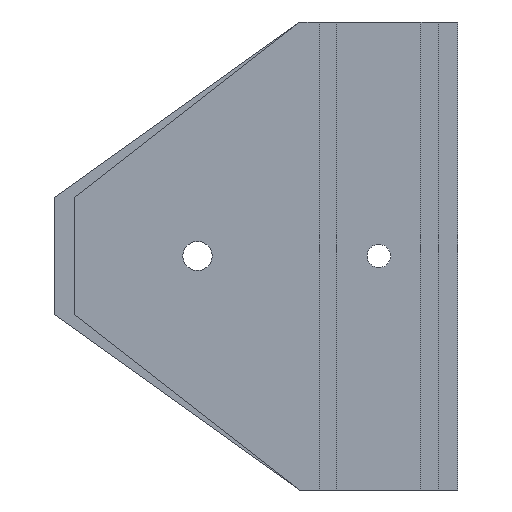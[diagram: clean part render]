
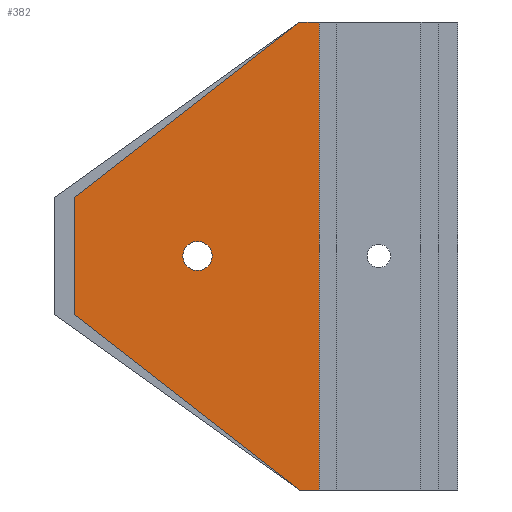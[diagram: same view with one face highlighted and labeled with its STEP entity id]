
A CAD part, left-side view. The second image highlights one B-rep face of the part: STEP entity #382.
In plain terms, the highlighted planar face has unit normal (-1, 0, 0).
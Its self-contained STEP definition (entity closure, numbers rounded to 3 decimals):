
#33 = VERTEX_POINT('',#34);
#34 = CARTESIAN_POINT('',(0.,65.5,30.));
#43 = PLANE('',#44);
#44 = AXIS2_PLACEMENT_3D('',#45,#46,#47);
#45 = CARTESIAN_POINT('',(0.,65.5,0.));
#46 = DIRECTION('',(0.,1.,0.));
#47 = DIRECTION('',(0.,0.,1.));
#55 = PLANE('',#56);
#56 = AXIS2_PLACEMENT_3D('',#57,#58,#59);
#57 = CARTESIAN_POINT('',(0.,27.,0.));
#58 = DIRECTION('',(0.,-0.615,0.789));
#59 = DIRECTION('',(0.,0.789,0.615));
#67 = EDGE_CURVE('',#33,#68,#70,.T.);
#68 = VERTEX_POINT('',#69);
#69 = CARTESIAN_POINT('',(0.,65.5,50.));
#70 = SURFACE_CURVE('',#71,(#75,#82),.PCURVE_S1.);
#71 = LINE('',#72,#73);
#72 = CARTESIAN_POINT('',(0.,65.5,30.));
#73 = VECTOR('',#74,1.);
#74 = DIRECTION('',(0.,0.,1.));
#75 = PCURVE('',#43,#76);
#76 = DEFINITIONAL_REPRESENTATION('',(#77),#81);
#77 = LINE('',#78,#79);
#78 = CARTESIAN_POINT('',(30.,0.));
#79 = VECTOR('',#80,1.);
#80 = DIRECTION('',(1.,0.));
#81 = ( GEOMETRIC_REPRESENTATION_CONTEXT(2) 
PARAMETRIC_REPRESENTATION_CONTEXT() REPRESENTATION_CONTEXT('2D SPACE',''
  ) );
#82 = PCURVE('',#83,#88);
#83 = PLANE('',#84);
#84 = AXIS2_PLACEMENT_3D('',#85,#86,#87);
#85 = CARTESIAN_POINT('',(0.,27.,0.));
#86 = DIRECTION('',(-1.,0.,0.));
#87 = DIRECTION('',(0.,0.,-1.));
#88 = DEFINITIONAL_REPRESENTATION('',(#89),#93);
#89 = LINE('',#90,#91);
#90 = CARTESIAN_POINT('',(-30.,-38.5));
#91 = VECTOR('',#92,1.);
#92 = DIRECTION('',(-1.,-0.));
#93 = ( GEOMETRIC_REPRESENTATION_CONTEXT(2) 
PARAMETRIC_REPRESENTATION_CONTEXT() REPRESENTATION_CONTEXT('2D SPACE',''
  ) );
#111 = PLANE('',#112);
#112 = AXIS2_PLACEMENT_3D('',#113,#114,#115);
#113 = CARTESIAN_POINT('',(0.,27.,80.));
#114 = DIRECTION('',(0.,0.615,0.789));
#115 = DIRECTION('',(0.,0.789,-0.615));
#151 = EDGE_CURVE('',#152,#33,#154,.T.);
#152 = VERTEX_POINT('',#153);
#153 = CARTESIAN_POINT('',(0.,27.,0.));
#154 = SURFACE_CURVE('',#155,(#159,#166),.PCURVE_S1.);
#155 = LINE('',#156,#157);
#156 = CARTESIAN_POINT('',(0.,27.,0.));
#157 = VECTOR('',#158,1.);
#158 = DIRECTION('',(0.,0.789,0.615));
#159 = PCURVE('',#55,#160);
#160 = DEFINITIONAL_REPRESENTATION('',(#161),#165);
#161 = LINE('',#162,#163);
#162 = CARTESIAN_POINT('',(0.,0.));
#163 = VECTOR('',#164,1.);
#164 = DIRECTION('',(1.,0.));
#165 = ( GEOMETRIC_REPRESENTATION_CONTEXT(2) 
PARAMETRIC_REPRESENTATION_CONTEXT() REPRESENTATION_CONTEXT('2D SPACE',''
  ) );
#166 = PCURVE('',#83,#167);
#167 = DEFINITIONAL_REPRESENTATION('',(#168),#172);
#168 = LINE('',#169,#170);
#169 = CARTESIAN_POINT('',(0.,-0.));
#170 = VECTOR('',#171,1.);
#171 = DIRECTION('',(-0.615,-0.789));
#172 = ( GEOMETRIC_REPRESENTATION_CONTEXT(2) 
PARAMETRIC_REPRESENTATION_CONTEXT() REPRESENTATION_CONTEXT('2D SPACE',''
  ) );
#190 = PLANE('',#191);
#191 = AXIS2_PLACEMENT_3D('',#192,#193,#194);
#192 = CARTESIAN_POINT('',(0.,0.,0.));
#193 = DIRECTION('',(0.,0.,1.));
#194 = DIRECTION('',(1.,0.,0.));
#333 = EDGE_CURVE('',#334,#68,#336,.T.);
#334 = VERTEX_POINT('',#335);
#335 = CARTESIAN_POINT('',(0.,27.,80.));
#336 = SURFACE_CURVE('',#337,(#341,#348),.PCURVE_S1.);
#337 = LINE('',#338,#339);
#338 = CARTESIAN_POINT('',(0.,27.,80.));
#339 = VECTOR('',#340,1.);
#340 = DIRECTION('',(0.,0.789,-0.615));
#341 = PCURVE('',#111,#342);
#342 = DEFINITIONAL_REPRESENTATION('',(#343),#347);
#343 = LINE('',#344,#345);
#344 = CARTESIAN_POINT('',(0.,0.));
#345 = VECTOR('',#346,1.);
#346 = DIRECTION('',(1.,0.));
#347 = ( GEOMETRIC_REPRESENTATION_CONTEXT(2) 
PARAMETRIC_REPRESENTATION_CONTEXT() REPRESENTATION_CONTEXT('2D SPACE',''
  ) );
#348 = PCURVE('',#83,#349);
#349 = DEFINITIONAL_REPRESENTATION('',(#350),#354);
#350 = LINE('',#351,#352);
#351 = CARTESIAN_POINT('',(-80.,-0.));
#352 = VECTOR('',#353,1.);
#353 = DIRECTION('',(0.615,-0.789));
#354 = ( GEOMETRIC_REPRESENTATION_CONTEXT(2) 
PARAMETRIC_REPRESENTATION_CONTEXT() REPRESENTATION_CONTEXT('2D SPACE',''
  ) );
#370 = PLANE('',#371);
#371 = AXIS2_PLACEMENT_3D('',#372,#373,#374);
#372 = CARTESIAN_POINT('',(0.,0.,80.));
#373 = DIRECTION('',(0.,0.,1.));
#374 = DIRECTION('',(1.,0.,0.));
#382 = ADVANCED_FACE('',(#383,#460),#83,.T.);
#383 = FACE_BOUND('',#384,.T.);
#384 = EDGE_LOOP('',(#385,#386,#409,#437,#458,#459));
#385 = ORIENTED_EDGE('',*,*,#151,.F.);
#386 = ORIENTED_EDGE('',*,*,#387,.F.);
#387 = EDGE_CURVE('',#388,#152,#390,.T.);
#388 = VERTEX_POINT('',#389);
#389 = CARTESIAN_POINT('',(0.,23.7,0.));
#390 = SURFACE_CURVE('',#391,(#395,#402),.PCURVE_S1.);
#391 = LINE('',#392,#393);
#392 = CARTESIAN_POINT('',(0.,0.,0.));
#393 = VECTOR('',#394,1.);
#394 = DIRECTION('',(0.,1.,0.));
#395 = PCURVE('',#83,#396);
#396 = DEFINITIONAL_REPRESENTATION('',(#397),#401);
#397 = LINE('',#398,#399);
#398 = CARTESIAN_POINT('',(0.,27.));
#399 = VECTOR('',#400,1.);
#400 = DIRECTION('',(0.,-1.));
#401 = ( GEOMETRIC_REPRESENTATION_CONTEXT(2) 
PARAMETRIC_REPRESENTATION_CONTEXT() REPRESENTATION_CONTEXT('2D SPACE',''
  ) );
#402 = PCURVE('',#190,#403);
#403 = DEFINITIONAL_REPRESENTATION('',(#404),#408);
#404 = LINE('',#405,#406);
#405 = CARTESIAN_POINT('',(0.,0.));
#406 = VECTOR('',#407,1.);
#407 = DIRECTION('',(0.,1.));
#408 = ( GEOMETRIC_REPRESENTATION_CONTEXT(2) 
PARAMETRIC_REPRESENTATION_CONTEXT() REPRESENTATION_CONTEXT('2D SPACE',''
  ) );
#409 = ORIENTED_EDGE('',*,*,#410,.T.);
#410 = EDGE_CURVE('',#388,#411,#413,.T.);
#411 = VERTEX_POINT('',#412);
#412 = CARTESIAN_POINT('',(0.,23.7,80.));
#413 = SURFACE_CURVE('',#414,(#418,#425),.PCURVE_S1.);
#414 = LINE('',#415,#416);
#415 = CARTESIAN_POINT('',(0.,23.7,0.));
#416 = VECTOR('',#417,1.);
#417 = DIRECTION('',(0.,0.,1.));
#418 = PCURVE('',#83,#419);
#419 = DEFINITIONAL_REPRESENTATION('',(#420),#424);
#420 = LINE('',#421,#422);
#421 = CARTESIAN_POINT('',(0.,3.3));
#422 = VECTOR('',#423,1.);
#423 = DIRECTION('',(-1.,-0.));
#424 = ( GEOMETRIC_REPRESENTATION_CONTEXT(2) 
PARAMETRIC_REPRESENTATION_CONTEXT() REPRESENTATION_CONTEXT('2D SPACE',''
  ) );
#425 = PCURVE('',#426,#431);
#426 = PLANE('',#427);
#427 = AXIS2_PLACEMENT_3D('',#428,#429,#430);
#428 = CARTESIAN_POINT('',(0.,23.7,0.));
#429 = DIRECTION('',(0.,1.,0.));
#430 = DIRECTION('',(0.,0.,1.));
#431 = DEFINITIONAL_REPRESENTATION('',(#432),#436);
#432 = LINE('',#433,#434);
#433 = CARTESIAN_POINT('',(0.,0.));
#434 = VECTOR('',#435,1.);
#435 = DIRECTION('',(1.,0.));
#436 = ( GEOMETRIC_REPRESENTATION_CONTEXT(2) 
PARAMETRIC_REPRESENTATION_CONTEXT() REPRESENTATION_CONTEXT('2D SPACE',''
  ) );
#437 = ORIENTED_EDGE('',*,*,#438,.T.);
#438 = EDGE_CURVE('',#411,#334,#439,.T.);
#439 = SURFACE_CURVE('',#440,(#444,#451),.PCURVE_S1.);
#440 = LINE('',#441,#442);
#441 = CARTESIAN_POINT('',(0.,0.,80.));
#442 = VECTOR('',#443,1.);
#443 = DIRECTION('',(0.,1.,0.));
#444 = PCURVE('',#83,#445);
#445 = DEFINITIONAL_REPRESENTATION('',(#446),#450);
#446 = LINE('',#447,#448);
#447 = CARTESIAN_POINT('',(-80.,27.));
#448 = VECTOR('',#449,1.);
#449 = DIRECTION('',(0.,-1.));
#450 = ( GEOMETRIC_REPRESENTATION_CONTEXT(2) 
PARAMETRIC_REPRESENTATION_CONTEXT() REPRESENTATION_CONTEXT('2D SPACE',''
  ) );
#451 = PCURVE('',#370,#452);
#452 = DEFINITIONAL_REPRESENTATION('',(#453),#457);
#453 = LINE('',#454,#455);
#454 = CARTESIAN_POINT('',(0.,0.));
#455 = VECTOR('',#456,1.);
#456 = DIRECTION('',(0.,1.));
#457 = ( GEOMETRIC_REPRESENTATION_CONTEXT(2) 
PARAMETRIC_REPRESENTATION_CONTEXT() REPRESENTATION_CONTEXT('2D SPACE',''
  ) );
#458 = ORIENTED_EDGE('',*,*,#333,.T.);
#459 = ORIENTED_EDGE('',*,*,#67,.F.);
#460 = FACE_BOUND('',#461,.T.);
#461 = EDGE_LOOP('',(#462));
#462 = ORIENTED_EDGE('',*,*,#463,.T.);
#463 = EDGE_CURVE('',#464,#464,#466,.T.);
#464 = VERTEX_POINT('',#465);
#465 = CARTESIAN_POINT('',(0.,44.5,37.5));
#466 = SURFACE_CURVE('',#467,(#472,#483),.PCURVE_S1.);
#467 = CIRCLE('',#468,2.5);
#468 = AXIS2_PLACEMENT_3D('',#469,#470,#471);
#469 = CARTESIAN_POINT('',(0.,44.5,40.));
#470 = DIRECTION('',(1.,0.,0.));
#471 = DIRECTION('',(0.,0.,-1.));
#472 = PCURVE('',#83,#473);
#473 = DEFINITIONAL_REPRESENTATION('',(#474),#482);
#474 = ( BOUNDED_CURVE() B_SPLINE_CURVE(2,(#475,#476,#477,#478,#479,#480
,#481),.UNSPECIFIED.,.T.,.F.) B_SPLINE_CURVE_WITH_KNOTS((1,2,2,2,2,1),(
    -2.094,0.,2.094,4.189,6.283,
8.378),.UNSPECIFIED.) CURVE() GEOMETRIC_REPRESENTATION_ITEM() 
RATIONAL_B_SPLINE_CURVE((1.,0.5,1.,0.5,1.,0.5,1.)) REPRESENTATION_ITEM(
  '') );
#475 = CARTESIAN_POINT('',(-37.5,-17.5));
#476 = CARTESIAN_POINT('',(-37.5,-21.83));
#477 = CARTESIAN_POINT('',(-41.25,-19.665));
#478 = CARTESIAN_POINT('',(-45.,-17.5));
#479 = CARTESIAN_POINT('',(-41.25,-15.335));
#480 = CARTESIAN_POINT('',(-37.5,-13.17));
#481 = CARTESIAN_POINT('',(-37.5,-17.5));
#482 = ( GEOMETRIC_REPRESENTATION_CONTEXT(2) 
PARAMETRIC_REPRESENTATION_CONTEXT() REPRESENTATION_CONTEXT('2D SPACE',''
  ) );
#483 = PCURVE('',#484,#489);
#484 = CYLINDRICAL_SURFACE('',#485,2.5);
#485 = AXIS2_PLACEMENT_3D('',#486,#487,#488);
#486 = CARTESIAN_POINT('',(-1.,44.5,40.));
#487 = DIRECTION('',(1.,0.,0.));
#488 = DIRECTION('',(0.,0.,-1.));
#489 = DEFINITIONAL_REPRESENTATION('',(#490),#494);
#490 = LINE('',#491,#492);
#491 = CARTESIAN_POINT('',(0.,1.));
#492 = VECTOR('',#493,1.);
#493 = DIRECTION('',(1.,0.));
#494 = ( GEOMETRIC_REPRESENTATION_CONTEXT(2) 
PARAMETRIC_REPRESENTATION_CONTEXT() REPRESENTATION_CONTEXT('2D SPACE',''
  ) );
